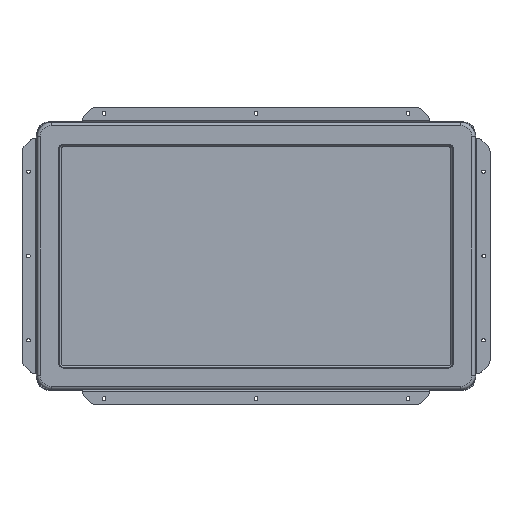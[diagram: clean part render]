
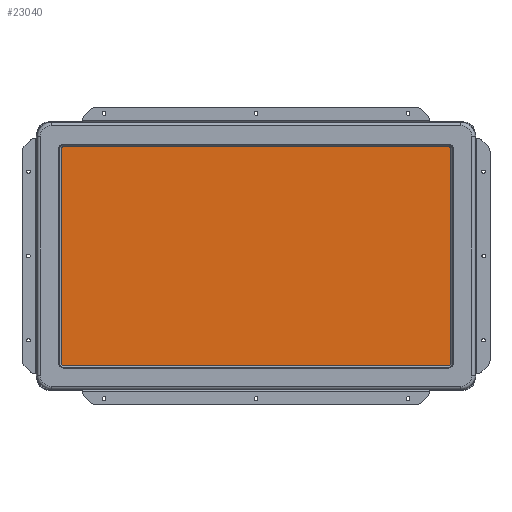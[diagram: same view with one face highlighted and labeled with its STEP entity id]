
A CAD part, top view. The second image highlights one B-rep face of the part: STEP entity #23040.
In plain terms, the highlighted planar face has unit normal (0, 0, 1).
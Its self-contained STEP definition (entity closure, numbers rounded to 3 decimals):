
#5149=CARTESIAN_POINT('',(-285.147,159.147,-14.7));
#5150=DIRECTION('',(0.,0.,1.));
#5151=DIRECTION('',(0.,1.,0.));
#5152=AXIS2_PLACEMENT_3D('',#5149,#5150,#5151);
#5154=DIRECTION('',(-1.,0.,0.));
#5155=VECTOR('',#5154,570.294);
#5156=CARTESIAN_POINT('',(285.147,165.822,-14.7));
#5157=LINE('',#5156,#5155);
#5158=CARTESIAN_POINT('',(285.147,159.147,-14.7));
#5159=DIRECTION('',(0.,0.,1.));
#5160=DIRECTION('',(1.,0.,0.));
#5161=AXIS2_PLACEMENT_3D('',#5158,#5159,#5160);
#5163=DIRECTION('',(0.,1.,0.));
#5164=VECTOR('',#5163,318.294);
#5165=CARTESIAN_POINT('',(291.822,-159.147,-14.7));
#5166=LINE('',#5165,#5164);
#5167=CARTESIAN_POINT('',(285.147,-159.147,-14.7));
#5168=DIRECTION('',(0.,0.,1.));
#5169=DIRECTION('',(0.,-1.,0.));
#5170=AXIS2_PLACEMENT_3D('',#5167,#5168,#5169);
#5172=DIRECTION('',(1.,0.,0.));
#5173=VECTOR('',#5172,570.294);
#5174=CARTESIAN_POINT('',(-285.147,-165.822,-14.7));
#5175=LINE('',#5174,#5173);
#5176=CARTESIAN_POINT('',(-285.147,-159.147,-14.7));
#5177=DIRECTION('',(0.,0.,1.));
#5178=DIRECTION('',(-1.,0.,0.));
#5179=AXIS2_PLACEMENT_3D('',#5176,#5177,#5178);
#5181=DIRECTION('',(0.,-1.,0.));
#5182=VECTOR('',#5181,318.294);
#5183=CARTESIAN_POINT('',(-291.822,159.147,-14.7));
#5184=LINE('',#5183,#5182);
#16073=CARTESIAN_POINT('',(-285.147,165.822,-14.7));
#16074=CARTESIAN_POINT('',(-291.822,159.147,-14.7));
#16075=VERTEX_POINT('',#16073);
#16076=VERTEX_POINT('',#16074);
#16077=CARTESIAN_POINT('',(-291.822,-159.147,-14.7));
#16078=VERTEX_POINT('',#16077);
#16079=CARTESIAN_POINT('',(-285.147,-165.822,-14.7));
#16080=VERTEX_POINT('',#16079);
#16081=CARTESIAN_POINT('',(285.147,-165.822,-14.7));
#16082=VERTEX_POINT('',#16081);
#16083=CARTESIAN_POINT('',(291.822,-159.147,-14.7));
#16084=VERTEX_POINT('',#16083);
#16085=CARTESIAN_POINT('',(291.822,159.147,-14.7));
#16086=VERTEX_POINT('',#16085);
#16087=CARTESIAN_POINT('',(285.147,165.822,-14.7));
#16088=VERTEX_POINT('',#16087);
#23025=CARTESIAN_POINT('',(0.,0.,-14.7));
#23026=DIRECTION('',(0.,0.,1.));
#23027=DIRECTION('',(-1.,0.,0.));
#23028=AXIS2_PLACEMENT_3D('',#23025,#23026,#23027);
#23029=PLANE('',#23028);
#23030=ORIENTED_EDGE('',*,*,#22920,.F.);
#23031=ORIENTED_EDGE('',*,*,#22937,.F.);
#23032=ORIENTED_EDGE('',*,*,#22949,.F.);
#23033=ORIENTED_EDGE('',*,*,#22963,.F.);
#23034=ORIENTED_EDGE('',*,*,#22977,.F.);
#23035=ORIENTED_EDGE('',*,*,#22991,.F.);
#23036=ORIENTED_EDGE('',*,*,#23005,.F.);
#23037=ORIENTED_EDGE('',*,*,#23018,.F.);
#23038=EDGE_LOOP('',(#23030,#23031,#23032,#23033,#23034,#23035,#23036,#23037));
#23039=FACE_OUTER_BOUND('',#23038,.F.);
#23040=ADVANCED_FACE('',(#23039),#23029,.T.);
#5153=CIRCLE('',#5152,6.675);
#5162=CIRCLE('',#5161,6.675);
#5171=CIRCLE('',#5170,6.675);
#5180=CIRCLE('',#5179,6.675);
#22920=EDGE_CURVE('',#16075,#16076,#5153,.T.);
#22937=EDGE_CURVE('',#16088,#16075,#5157,.T.);
#22949=EDGE_CURVE('',#16086,#16088,#5162,.T.);
#22963=EDGE_CURVE('',#16084,#16086,#5166,.T.);
#22977=EDGE_CURVE('',#16082,#16084,#5171,.T.);
#22991=EDGE_CURVE('',#16080,#16082,#5175,.T.);
#23005=EDGE_CURVE('',#16078,#16080,#5180,.T.);
#23018=EDGE_CURVE('',#16076,#16078,#5184,.T.);
